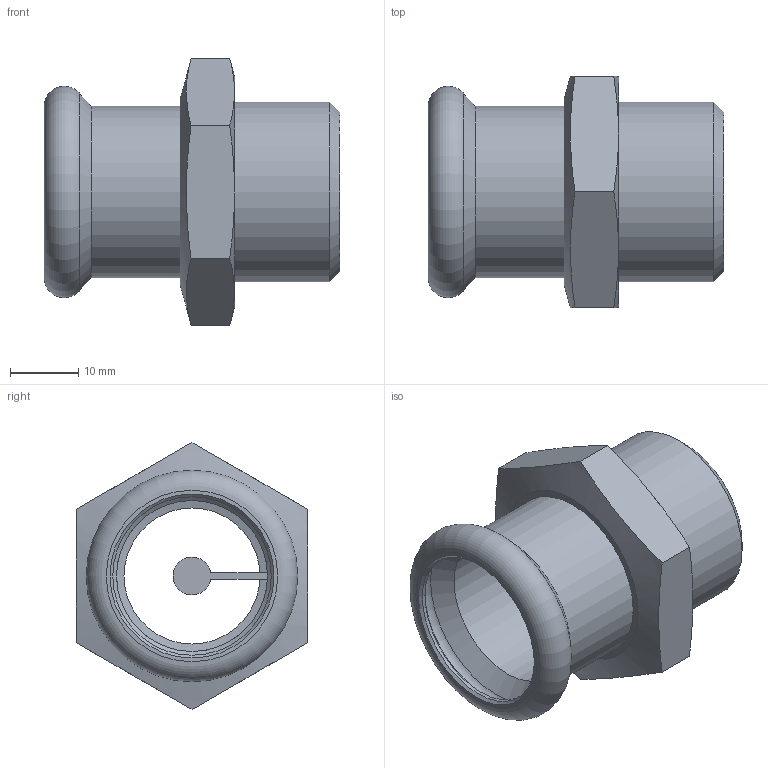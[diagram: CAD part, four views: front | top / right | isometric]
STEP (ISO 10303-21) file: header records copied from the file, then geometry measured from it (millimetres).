
FILE_DESCRIPTION(/* description */ (''),/* implementation_level */ '2;1');
FILE_NAME(/* name */ '31707.stp',/* time_stamp */ '2014-04-01T20:15:33+02:00',/* author */ ('bruh'),/* organization */ (''),/* preprocessor_version */ 'ST-DEVELOPER v15.2',/* originating_system */ 'Autodesk Inventor 2014',/* authorisation */ '');
FILE_SCHEMA (('AUTOMOTIVE_DESIGN { 1 0 10303 214 3 1 1 }'));
Length unit declared in the file: millimetre
Products named in the file (2): 100928; 31707
Bounding box: 43.5 x 34 x 39.26 mm (x, y, z)
Volume: 11263.3 mm3; surface area: 8483.2 mm2
Topology: 1 solids, 1 shells, 36 faces, 75 edges, 44 vertices
Faces by surface type: plane 15, cone 13, cylinder 6, torus 2
Full cylindrical faces by diameter (mm): 20 x1, 22.2 x1, 23.3 x1, 25.2 x1, 26.44 x1
Entity records: 933 total; most frequent: CARTESIAN_POINT 178, DIRECTION 148, ORIENTED_EDGE 120, AXIS2_PLACEMENT_3D 67, EDGE_CURVE 60, EDGE_LOOP 55, VERTEX_POINT 43, STYLED_ITEM 37
